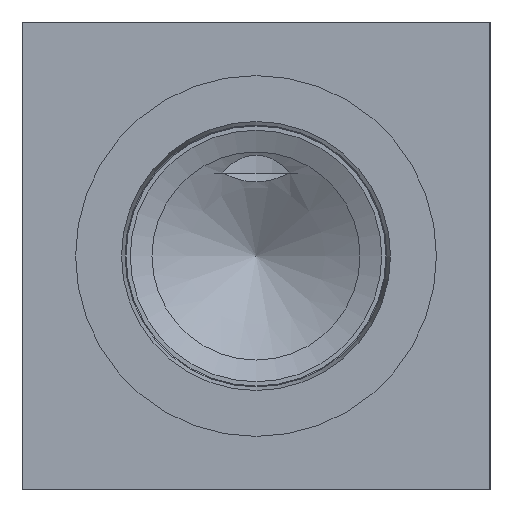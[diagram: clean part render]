
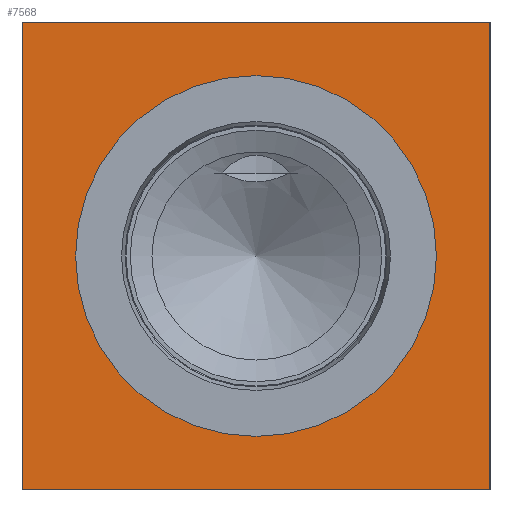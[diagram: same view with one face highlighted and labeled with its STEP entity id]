
A CAD part, left-side view. The second image highlights one B-rep face of the part: STEP entity #7568.
In plain terms, the highlighted planar face has unit normal (-1, 0, 0).
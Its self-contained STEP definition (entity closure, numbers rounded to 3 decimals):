
#173=CIRCLE('',#7965,44.069);
#174=CIRCLE('',#7966,44.069);
#227=FACE_BOUND('',#1352,.T.);
#924=FACE_OUTER_BOUND('',#1351,.T.);
#1351=EDGE_LOOP('',(#6621,#6622,#6623,#6624));
#1352=EDGE_LOOP('',(#6625,#6626));
#1648=LINE('',#11680,#2370);
#2079=LINE('',#13003,#2801);
#2080=LINE('',#13004,#2802);
#2081=LINE('',#13005,#2803);
#2370=VECTOR('',#8416,10.);
#2801=VECTOR('',#9485,10.);
#2802=VECTOR('',#9486,10.);
#2803=VECTOR('',#9487,10.);
#3121=VERTEX_POINT('',#11673);
#3124=VERTEX_POINT('',#11678);
#3498=VERTEX_POINT('',#12972);
#3499=VERTEX_POINT('',#12973);
#3508=VERTEX_POINT('',#13001);
#3509=VERTEX_POINT('',#13002);
#3983=EDGE_CURVE('',#3124,#3121,#1648,.T.);
#4538=EDGE_CURVE('',#3498,#3499,#173,.T.);
#4539=EDGE_CURVE('',#3499,#3498,#174,.T.);
#4552=EDGE_CURVE('',#3508,#3509,#2079,.T.);
#4553=EDGE_CURVE('',#3509,#3121,#2080,.T.);
#4554=EDGE_CURVE('',#3508,#3124,#2081,.T.);
#6621=ORIENTED_EDGE('',*,*,#4552,.T.);
#6622=ORIENTED_EDGE('',*,*,#4553,.T.);
#6623=ORIENTED_EDGE('',*,*,#3983,.F.);
#6624=ORIENTED_EDGE('',*,*,#4554,.F.);
#6625=ORIENTED_EDGE('',*,*,#4538,.T.);
#6626=ORIENTED_EDGE('',*,*,#4539,.T.);
#6878=PLANE('',#7979);
#7568=ADVANCED_FACE('',(#924,#227),#6878,.T.);
#7965=AXIS2_PLACEMENT_3D('',#12974,#9451,#9452);
#7966=AXIS2_PLACEMENT_3D('',#12975,#9453,#9454);
#7979=AXIS2_PLACEMENT_3D('',#13000,#9483,#9484);
#8416=DIRECTION('',(0.,-1.,0.));
#9451=DIRECTION('center_axis',(1.,0.,0.));
#9452=DIRECTION('ref_axis',(0.,0.,1.));
#9453=DIRECTION('center_axis',(1.,0.,0.));
#9454=DIRECTION('ref_axis',(0.,0.,1.));
#9483=DIRECTION('center_axis',(-1.,0.,0.));
#9484=DIRECTION('ref_axis',(0.,-1.,0.));
#9485=DIRECTION('',(0.,-1.,0.));
#9486=DIRECTION('',(0.,0.,1.));
#9487=DIRECTION('',(0.,0.,1.));
#11673=CARTESIAN_POINT('',(0.,0.,114.3));
#11678=CARTESIAN_POINT('',(0.,114.3,114.3));
#11680=CARTESIAN_POINT('',(0.,114.3,114.3));
#12972=CARTESIAN_POINT('',(0.,57.15,101.219));
#12973=CARTESIAN_POINT('',(0.,57.15,13.081));
#12974=CARTESIAN_POINT('Origin',(0.,57.15,57.15));
#12975=CARTESIAN_POINT('Origin',(0.,57.15,57.15));
#13000=CARTESIAN_POINT('Origin',(0.,114.3,0.));
#13001=CARTESIAN_POINT('',(0.,114.3,0.));
#13002=CARTESIAN_POINT('',(0.,0.,0.));
#13003=CARTESIAN_POINT('',(0.,114.3,0.));
#13004=CARTESIAN_POINT('',(0.,0.,0.));
#13005=CARTESIAN_POINT('',(0.,114.3,0.));
